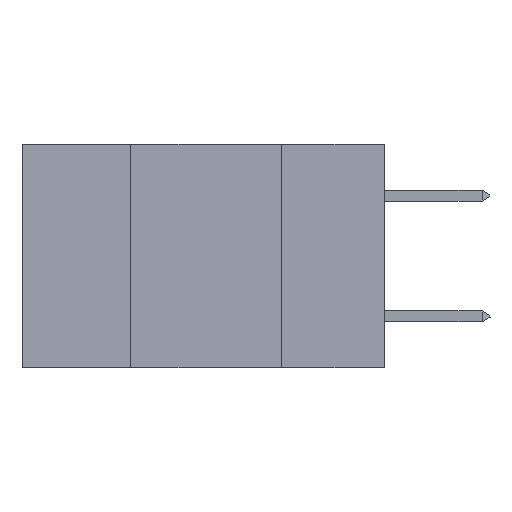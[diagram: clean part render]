
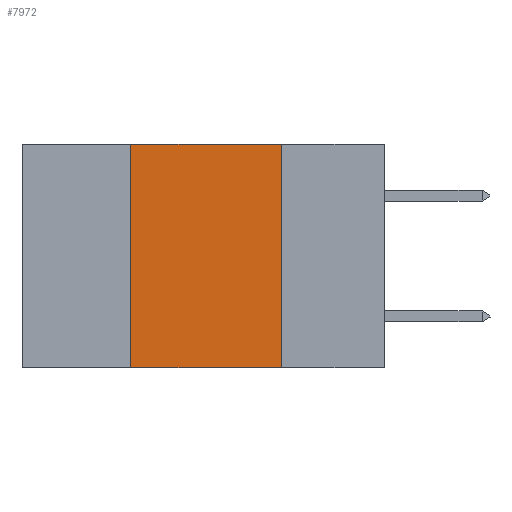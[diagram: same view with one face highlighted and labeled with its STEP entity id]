
A CAD part, left-side view. The second image highlights one B-rep face of the part: STEP entity #7972.
In plain terms, the highlighted planar face has unit normal (-1, 0, 0).
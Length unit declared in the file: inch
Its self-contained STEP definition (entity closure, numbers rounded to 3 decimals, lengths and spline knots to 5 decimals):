
#1790 = CARTESIAN_POINT ( 'NONE',  ( 0., 0.42, 0. ) ) ;
#2148 = DIRECTION ( 'NONE',  ( 0., 0., -1. ) ) ;
#2873 = VECTOR ( 'NONE', #16023, 39.37008 ) ;
#3839 = ORIENTED_EDGE ( 'NONE', *, *, #4286, .F. ) ;
#4161 = CARTESIAN_POINT ( 'NONE',  ( 0., 0.6, -0.37 ) ) ;
#4286 = EDGE_CURVE ( 'NONE', #17178, #15613, #21109, .T. ) ;
#4385 = EDGE_CURVE ( 'NONE', #15613, #13835, #8233, .T. ) ;
#4703 = CARTESIAN_POINT ( 'NONE',  ( 0., 0.17, 0. ) ) ;
#4895 = LINE ( 'NONE', #25789, #19394 ) ;
#4986 = CARTESIAN_POINT ( 'NONE',  ( 0., 0.42, 0. ) ) ;
#5693 = VECTOR ( 'NONE', #18242, 39.37008 ) ;
#5774 = DIRECTION ( 'NONE',  ( 0., 0., -1. ) ) ;
#6304 = LINE ( 'NONE', #4161, #16059 ) ;
#7232 = EDGE_CURVE ( 'NONE', #13835, #14487, #4895, .T. ) ;
#7826 = CARTESIAN_POINT ( 'NONE',  ( 0., 0.17, -0.37 ) ) ;
#7972 = ADVANCED_FACE ( 'NONE', ( #15235 ), #24211, .F. ) ;
#8233 = LINE ( 'NONE', #12008, #2873 ) ;
#12008 = CARTESIAN_POINT ( 'NONE',  ( 0., 0.6, 0. ) ) ;
#12034 = CARTESIAN_POINT ( 'NONE',  ( 0., 0.6, 0. ) ) ;
#13835 = VERTEX_POINT ( 'NONE', #4703 ) ;
#14364 = DIRECTION ( 'NONE',  ( 0., -1., 0. ) ) ;
#14487 = VERTEX_POINT ( 'NONE', #7826 ) ;
#14963 = ORIENTED_EDGE ( 'NONE', *, *, #16581, .T. ) ;
#15235 = FACE_OUTER_BOUND ( 'NONE', #17006, .T. ) ;
#15613 = VERTEX_POINT ( 'NONE', #4986 ) ;
#16023 = DIRECTION ( 'NONE',  ( 0., -1., 0. ) ) ;
#16059 = VECTOR ( 'NONE', #14364, 39.37008 ) ;
#16581 = EDGE_CURVE ( 'NONE', #17178, #14487, #6304, .T. ) ;
#17006 = EDGE_LOOP ( 'NONE', ( #22456, #22409, #3839, #14963 ) ) ;
#17178 = VERTEX_POINT ( 'NONE', #22152 ) ;
#18179 = DIRECTION ( 'NONE',  ( 1., 0., 0. ) ) ;
#18242 = DIRECTION ( 'NONE',  ( 0., 0., 1. ) ) ;
#19394 = VECTOR ( 'NONE', #5774, 39.37008 ) ;
#21109 = LINE ( 'NONE', #1790, #5693 ) ;
#22152 = CARTESIAN_POINT ( 'NONE',  ( 0., 0.42, -0.37 ) ) ;
#22409 = ORIENTED_EDGE ( 'NONE', *, *, #4385, .F. ) ;
#22456 = ORIENTED_EDGE ( 'NONE', *, *, #7232, .F. ) ;
#23409 = AXIS2_PLACEMENT_3D ( 'NONE', #12034, #18179, #2148 ) ;
#24211 = PLANE ( 'NONE',  #23409 ) ;
#25789 = CARTESIAN_POINT ( 'NONE',  ( 0., 0.17, 0. ) ) ;
